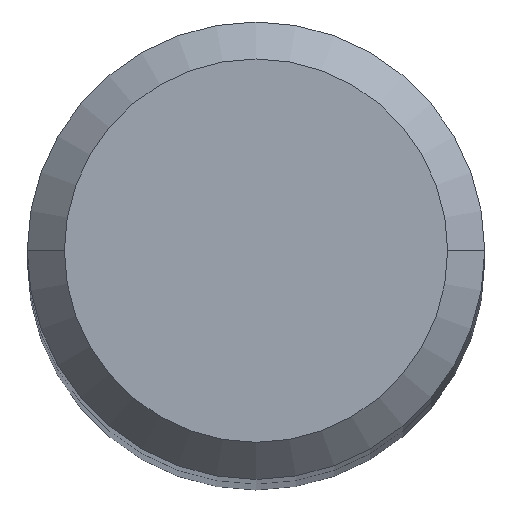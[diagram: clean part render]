
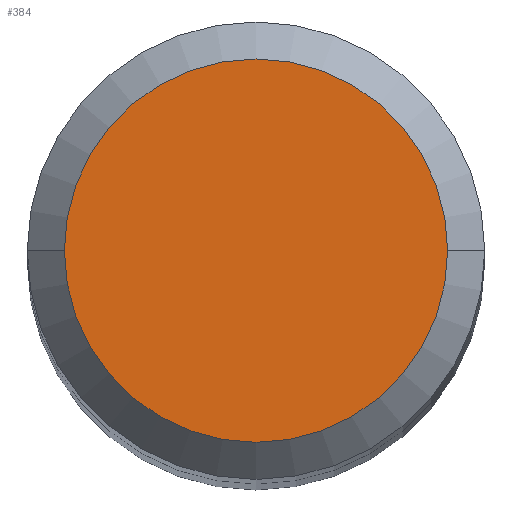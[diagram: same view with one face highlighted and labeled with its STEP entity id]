
A CAD part, top view. The second image highlights one B-rep face of the part: STEP entity #384.
In plain terms, the highlighted planar face has unit normal (0, 0, 1).
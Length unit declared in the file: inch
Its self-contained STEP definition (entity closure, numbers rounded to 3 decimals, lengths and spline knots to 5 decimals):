
#5 = DIRECTION ( 'NONE',  ( -1., 0., 0. ) ) ;
#34 = CARTESIAN_POINT ( 'NONE',  ( 0., 0., 0. ) ) ;
#37 = DIRECTION ( 'NONE',  ( 0., 0., -1. ) ) ;
#46 = CARTESIAN_POINT ( 'NONE',  ( 0., 0., 0. ) ) ;
#72 = CARTESIAN_POINT ( 'NONE',  ( -0.16165, 0., 0. ) ) ;
#77 = AXIS2_PLACEMENT_3D ( 'NONE', #34, #37, #5 ) ;
#117 = CARTESIAN_POINT ( 'NONE',  ( 0., 0., 0. ) ) ;
#120 = DIRECTION ( 'NONE',  ( 1., 0., 0. ) ) ;
#125 = CIRCLE ( 'NONE', #247, 0.16165 ) ;
#128 = PLANE ( 'NONE',  #77 ) ;
#129 = AXIS2_PLACEMENT_3D ( 'NONE', #46, #142, #382 ) ;
#142 = DIRECTION ( 'NONE',  ( 0., 0., 1. ) ) ;
#143 = ORIENTED_EDGE ( 'NONE', *, *, #361, .T. ) ;
#158 = EDGE_CURVE ( 'NONE', #349, #167, #293, .T. ) ;
#167 = VERTEX_POINT ( 'NONE', #72 ) ;
#214 = FACE_OUTER_BOUND ( 'NONE', #232, .T. ) ;
#232 = EDGE_LOOP ( 'NONE', ( #143, #322 ) ) ;
#247 = AXIS2_PLACEMENT_3D ( 'NONE', #117, #323, #120 ) ;
#293 = CIRCLE ( 'NONE', #129, 0.16165 ) ;
#305 = CARTESIAN_POINT ( 'NONE',  ( 0.16165, 0., 0. ) ) ;
#322 = ORIENTED_EDGE ( 'NONE', *, *, #158, .T. ) ;
#323 = DIRECTION ( 'NONE',  ( 0., 0., 1. ) ) ;
#349 = VERTEX_POINT ( 'NONE', #305 ) ;
#361 = EDGE_CURVE ( 'NONE', #167, #349, #125, .T. ) ;
#382 = DIRECTION ( 'NONE',  ( 1., 0., 0. ) ) ;
#384 = ADVANCED_FACE ( 'NONE', ( #214 ), #128, .F. ) ;
